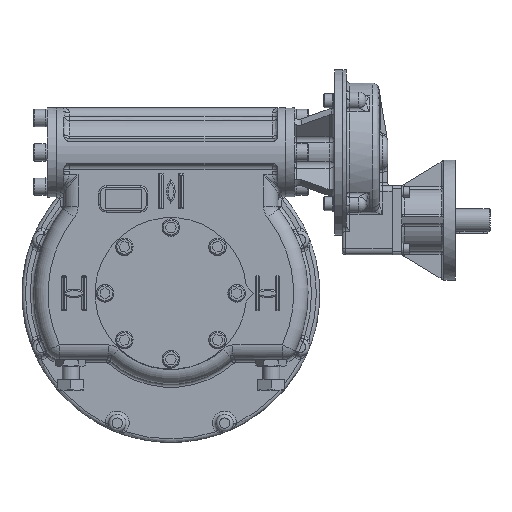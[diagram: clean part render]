
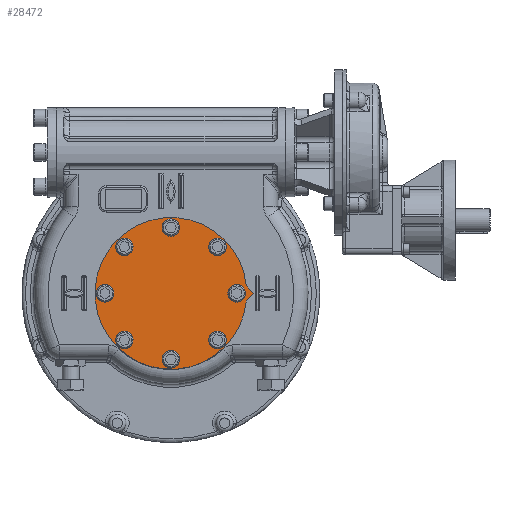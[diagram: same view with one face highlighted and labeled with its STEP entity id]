
A CAD part, top view. The second image highlights one B-rep face of the part: STEP entity #28472.
In plain terms, the highlighted planar face has unit normal (0, 0, 1).
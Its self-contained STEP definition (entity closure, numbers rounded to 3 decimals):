
#3773=LINE('',#64341,#5973);
#3776=LINE('',#64346,#5976);
#5973=VECTOR('',#38204,1000.);
#5976=VECTOR('',#38209,1000.);
#6740=PLANE('',#31773);
#12603=ORIENTED_EDGE('',*,*,#17991,.F.);
#12604=ORIENTED_EDGE('',*,*,#17992,.F.);
#12605=ORIENTED_EDGE('',*,*,#17993,.F.);
#12606=ORIENTED_EDGE('',*,*,#17994,.F.);
#12607=ORIENTED_EDGE('',*,*,#17995,.F.);
#12608=ORIENTED_EDGE('',*,*,#17996,.F.);
#12609=ORIENTED_EDGE('',*,*,#17997,.F.);
#12610=ORIENTED_EDGE('',*,*,#17998,.F.);
#12611=ORIENTED_EDGE('',*,*,#17976,.F.);
#12612=ORIENTED_EDGE('',*,*,#17982,.F.);
#12613=ORIENTED_EDGE('',*,*,#17979,.F.);
#17976=EDGE_CURVE('',#21866,#21867,#23134,.T.);
#17979=EDGE_CURVE('',#21867,#21869,#3773,.T.);
#17982=EDGE_CURVE('',#21869,#21866,#3776,.T.);
#17991=EDGE_CURVE('',#21878,#21878,#23143,.T.);
#17992=EDGE_CURVE('',#21879,#21879,#23144,.T.);
#17993=EDGE_CURVE('',#21880,#21880,#23145,.T.);
#17994=EDGE_CURVE('',#21881,#21881,#23146,.T.);
#17995=EDGE_CURVE('',#21882,#21882,#23147,.T.);
#17996=EDGE_CURVE('',#21883,#21883,#23148,.T.);
#17997=EDGE_CURVE('',#21884,#21884,#23149,.T.);
#17998=EDGE_CURVE('',#21885,#21885,#23150,.T.);
#21866=VERTEX_POINT('',#64334);
#21867=VERTEX_POINT('',#64336);
#21869=VERTEX_POINT('',#64342);
#21878=VERTEX_POINT('',#64366);
#21879=VERTEX_POINT('',#64368);
#21880=VERTEX_POINT('',#64370);
#21881=VERTEX_POINT('',#64372);
#21882=VERTEX_POINT('',#64374);
#21883=VERTEX_POINT('',#64376);
#21884=VERTEX_POINT('',#64378);
#21885=VERTEX_POINT('',#64380);
#23134=CIRCLE('',#31761,132.5);
#23143=CIRCLE('',#31774,10.5);
#23144=CIRCLE('',#31775,10.5);
#23145=CIRCLE('',#31776,10.5);
#23146=CIRCLE('',#31777,10.5);
#23147=CIRCLE('',#31778,10.5);
#23148=CIRCLE('',#31779,10.5);
#23149=CIRCLE('',#31780,10.5);
#23150=CIRCLE('',#31781,10.5);
#24942=EDGE_LOOP('',(#12603));
#24943=EDGE_LOOP('',(#12604));
#24944=EDGE_LOOP('',(#12605));
#24945=EDGE_LOOP('',(#12606));
#24946=EDGE_LOOP('',(#12607));
#24947=EDGE_LOOP('',(#12608));
#24948=EDGE_LOOP('',(#12609));
#24949=EDGE_LOOP('',(#12610));
#24950=EDGE_LOOP('',(#12611,#12612,#12613));
#26704=FACE_BOUND('',#24942,.T.);
#26705=FACE_BOUND('',#24943,.T.);
#26706=FACE_BOUND('',#24944,.T.);
#26707=FACE_BOUND('',#24945,.T.);
#26708=FACE_BOUND('',#24946,.T.);
#26709=FACE_BOUND('',#24947,.T.);
#26710=FACE_BOUND('',#24948,.T.);
#26711=FACE_BOUND('',#24949,.T.);
#26712=FACE_BOUND('',#24950,.T.);
#28472=ADVANCED_FACE('',(#26704,#26705,#26706,#26707,#26708,#26709,#26710,
#26711,#26712),#6740,.F.);
#31761=AXIS2_PLACEMENT_3D('',#64335,#38198,#38199);
#31773=AXIS2_PLACEMENT_3D('',#64364,#38228,#38229);
#31774=AXIS2_PLACEMENT_3D('',#64365,#38230,#38231);
#31775=AXIS2_PLACEMENT_3D('',#64367,#38232,#38233);
#31776=AXIS2_PLACEMENT_3D('',#64369,#38234,#38235);
#31777=AXIS2_PLACEMENT_3D('',#64371,#38236,#38237);
#31778=AXIS2_PLACEMENT_3D('',#64373,#38238,#38239);
#31779=AXIS2_PLACEMENT_3D('',#64375,#38240,#38241);
#31780=AXIS2_PLACEMENT_3D('',#64377,#38242,#38243);
#31781=AXIS2_PLACEMENT_3D('',#64379,#38244,#38245);
#38198=DIRECTION('',(0.,0.,-1.));
#38199=DIRECTION('',(1.,0.,0.));
#38204=DIRECTION('',(0.707,-0.707,0.));
#38209=DIRECTION('',(-0.707,-0.707,0.));
#38228=DIRECTION('',(0.,0.,-1.));
#38229=DIRECTION('',(-1.,0.,0.));
#38230=DIRECTION('',(0.,0.,1.));
#38231=DIRECTION('',(1.,0.,0.));
#38232=DIRECTION('',(0.,0.,1.));
#38233=DIRECTION('',(0.707,-0.707,0.));
#38234=DIRECTION('',(0.,0.,1.));
#38235=DIRECTION('',(0.,-1.,0.));
#38236=DIRECTION('',(0.,0.,1.));
#38237=DIRECTION('',(-0.707,-0.707,0.));
#38238=DIRECTION('',(0.,0.,1.));
#38239=DIRECTION('',(-1.,0.,0.));
#38240=DIRECTION('',(0.,0.,1.));
#38241=DIRECTION('',(-0.707,0.707,0.));
#38242=DIRECTION('',(0.,0.,1.));
#38243=DIRECTION('',(0.,1.,0.));
#38244=DIRECTION('',(0.,0.,1.));
#38245=DIRECTION('',(0.707,0.707,0.));
#64334=CARTESIAN_POINT('',(131.845,-13.155,70.25));
#64335=CARTESIAN_POINT('',(0.,0.,70.25));
#64336=CARTESIAN_POINT('',(131.845,13.155,70.25));
#64341=CARTESIAN_POINT('',(131.845,13.155,70.25));
#64342=CARTESIAN_POINT('',(145.,0.,70.25));
#64346=CARTESIAN_POINT('',(145.,0.,70.25));
#64364=CARTESIAN_POINT('',(0.,0.,70.25));
#64365=CARTESIAN_POINT('',(0.,115.,70.25));
#64366=CARTESIAN_POINT('',(10.5,115.,70.25));
#64367=CARTESIAN_POINT('',(81.317,81.317,70.25));
#64368=CARTESIAN_POINT('',(88.742,73.893,70.25));
#64369=CARTESIAN_POINT('',(115.,0.,70.25));
#64370=CARTESIAN_POINT('',(115.,-10.5,70.25));
#64371=CARTESIAN_POINT('',(81.317,-81.317,70.25));
#64372=CARTESIAN_POINT('',(73.893,-88.742,70.25));
#64373=CARTESIAN_POINT('',(0.,-115.,70.25));
#64374=CARTESIAN_POINT('',(-10.5,-115.,70.25));
#64375=CARTESIAN_POINT('',(-81.317,-81.317,70.25));
#64376=CARTESIAN_POINT('',(-88.742,-73.893,70.25));
#64377=CARTESIAN_POINT('',(-115.,0.,70.25));
#64378=CARTESIAN_POINT('',(-115.,10.5,70.25));
#64379=CARTESIAN_POINT('',(-81.317,81.317,70.25));
#64380=CARTESIAN_POINT('',(-73.893,88.742,70.25));
